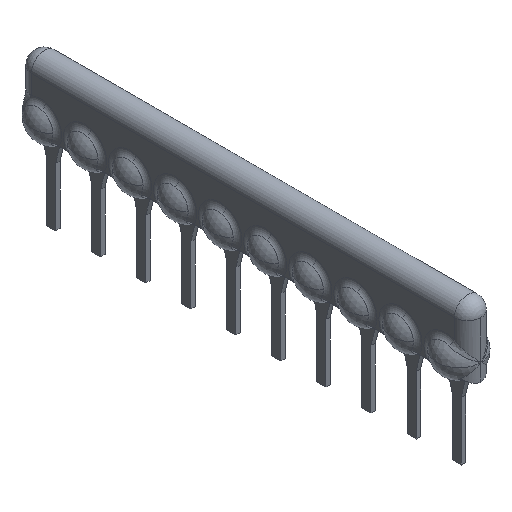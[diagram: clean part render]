
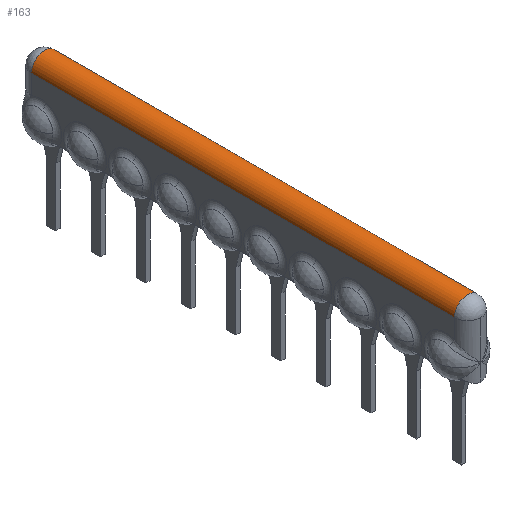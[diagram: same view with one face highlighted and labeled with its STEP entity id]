
A CAD part, isometric view. The second image highlights one B-rep face of the part: STEP entity #163.
In plain terms, the highlighted cylindrical face has radius 0.75 mm (diameter 1.5 mm), a partial arc.
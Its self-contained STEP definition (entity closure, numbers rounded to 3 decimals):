
#163=ADVANCED_FACE('',(#515),#516,.T.);
#515=FACE_OUTER_BOUND('',#1333,.T.);
#516=CYLINDRICAL_SURFACE('',#1334,0.75);
#1333=EDGE_LOOP('',(#2870,#2871,#2872,#2873));
#1334=AXIS2_PLACEMENT_3D('',#2874,#2875,#2876);
#2870=ORIENTED_EDGE('',*,*,#4469,.F.);
#2871=ORIENTED_EDGE('',*,*,#4470,.F.);
#2872=ORIENTED_EDGE('',*,*,#4363,.T.);
#2873=ORIENTED_EDGE('',*,*,#4471,.T.);
#2874=CARTESIAN_POINT('',(0.0,0.0,2.195));
#2875=DIRECTION('',(-0.0,-1.0,0.0));
#2876=DIRECTION('',(-1.0,0.0,0.0));
#4363=EDGE_CURVE('',#6138,#6139,#6140,.T.);
#4469=EDGE_CURVE('',#6014,#6171,#6287,.T.);
#4470=EDGE_CURVE('',#6138,#6014,#6288,.T.);
#4471=EDGE_CURVE('',#6139,#6171,#6289,.T.);
#6014=VERTEX_POINT('',#7480);
#6138=VERTEX_POINT('',#7690);
#6139=VERTEX_POINT('',#7691);
#6140=LINE('',#7692,#7693);
#6171=VERTEX_POINT('',#7735);
#6287=LINE('',#8055,#8056);
#6288=CIRCLE('',#8057,0.75);
#6289=CIRCLE('',#8058,0.75);
#7480=CARTESIAN_POINT('',(-0.75,0.75,2.195));
#7690=CARTESIAN_POINT('',(0.75,0.75,2.195));
#7691=CARTESIAN_POINT('',(0.75,24.6,2.195));
#7692=CARTESIAN_POINT('',(0.75,0.75,2.195));
#7693=VECTOR('',#9646,23.85);
#7735=CARTESIAN_POINT('',(-0.75,24.6,2.195));
#8055=CARTESIAN_POINT('',(-0.75,0.75,2.195));
#8056=VECTOR('',#9836,23.85);
#8057=AXIS2_PLACEMENT_3D('',#9837,#9838,#9839);
#8058=AXIS2_PLACEMENT_3D('',#9840,#9841,#9842);
#9646=DIRECTION('',(0.0,1.0,0.));
#9836=DIRECTION('',(0.0,1.0,0.));
#9837=CARTESIAN_POINT('',(0.0,0.75,2.195));
#9838=DIRECTION('',(0.0,-1.0,0.0));
#9839=DIRECTION('',(1.0,0.0,0.0));
#9840=CARTESIAN_POINT('',(0.0,24.6,2.195));
#9841=DIRECTION('',(0.0,-1.0,0.0));
#9842=DIRECTION('',(1.0,0.0,0.0));
